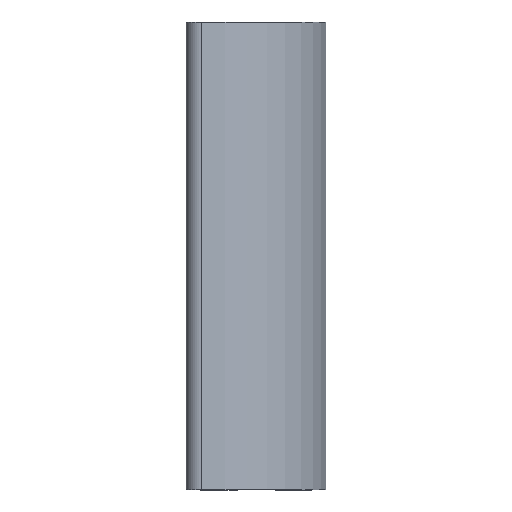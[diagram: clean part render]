
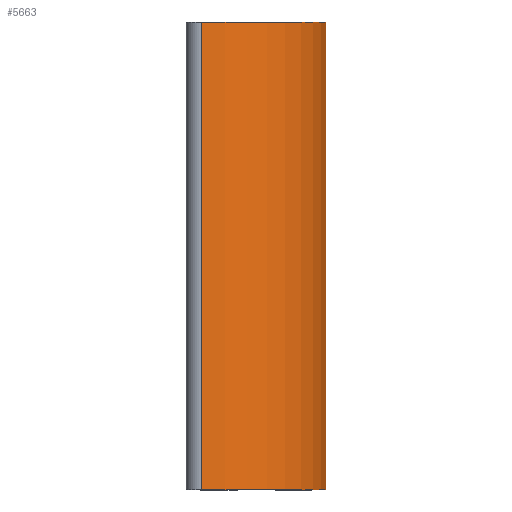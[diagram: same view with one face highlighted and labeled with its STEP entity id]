
A CAD part, top view. The second image highlights one B-rep face of the part: STEP entity #5663.
In plain terms, the highlighted cylindrical face has radius 30 mm (diameter 60 mm), a partial arc.
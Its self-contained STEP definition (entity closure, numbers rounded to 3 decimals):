
#32 = PLANE('',#33);
#33 = AXIS2_PLACEMENT_3D('',#34,#35,#36);
#34 = CARTESIAN_POINT('',(-15.,-50.,-15.));
#35 = DIRECTION('',(0.,-1.,0.));
#36 = DIRECTION('',(0.,0.,-1.));
#2292 = VERTEX_POINT('',#2293);
#2293 = CARTESIAN_POINT('',(14.814,-50.,-11.667));
#2308 = CYLINDRICAL_SURFACE('',#2309,3.);
#2309 = AXIS2_PLACEMENT_3D('',#2310,#2311,#2312);
#2310 = CARTESIAN_POINT('',(11.833,150.,-12.));
#2311 = DIRECTION('',(-0.,1.,-0.));
#2312 = DIRECTION('',(0.,0.,-1.));
#2320 = EDGE_CURVE('',#2292,#2321,#2323,.T.);
#2321 = VERTEX_POINT('',#2322);
#2322 = CARTESIAN_POINT('',(-11.667,-50.,14.814));
#2323 = SURFACE_CURVE('',#2324,(#2329,#2336),.PCURVE_S1.);
#2324 = CIRCLE('',#2325,30.);
#2325 = AXIS2_PLACEMENT_3D('',#2326,#2327,#2328);
#2326 = CARTESIAN_POINT('',(-15.,-50.,-15.));
#2327 = DIRECTION('',(0.,-1.,0.));
#2328 = DIRECTION('',(0.,0.,-1.));
#2329 = PCURVE('',#32,#2330);
#2330 = DEFINITIONAL_REPRESENTATION('',(#2331),#2335);
#2331 = CIRCLE('',#2332,30.);
#2332 = AXIS2_PLACEMENT_2D('',#2333,#2334);
#2333 = CARTESIAN_POINT('',(0.,0.));
#2334 = DIRECTION('',(1.,0.));
#2335 = ( GEOMETRIC_REPRESENTATION_CONTEXT(2) 
PARAMETRIC_REPRESENTATION_CONTEXT() REPRESENTATION_CONTEXT('2D SPACE',''
  ) );
#2336 = PCURVE('',#2337,#2342);
#2337 = CYLINDRICAL_SURFACE('',#2338,30.);
#2338 = AXIS2_PLACEMENT_3D('',#2339,#2340,#2341);
#2339 = CARTESIAN_POINT('',(-15.,150.,-15.));
#2340 = DIRECTION('',(-0.,1.,-0.));
#2341 = DIRECTION('',(0.,0.,-1.));
#2342 = DEFINITIONAL_REPRESENTATION('',(#2343),#2347);
#2343 = LINE('',#2344,#2345);
#2344 = CARTESIAN_POINT('',(6.283,-200.));
#2345 = VECTOR('',#2346,1.);
#2346 = DIRECTION('',(-1.,0.));
#2347 = ( GEOMETRIC_REPRESENTATION_CONTEXT(2) 
PARAMETRIC_REPRESENTATION_CONTEXT() REPRESENTATION_CONTEXT('2D SPACE',''
  ) );
#2366 = CYLINDRICAL_SURFACE('',#2367,3.);
#2367 = AXIS2_PLACEMENT_3D('',#2368,#2369,#2370);
#2368 = CARTESIAN_POINT('',(-12.,150.,11.833));
#2369 = DIRECTION('',(-0.,1.,-0.));
#2370 = DIRECTION('',(0.,0.,-1.));
#3046 = PLANE('',#3047);
#3047 = AXIS2_PLACEMENT_3D('',#3048,#3049,#3050);
#3048 = CARTESIAN_POINT('',(-15.,50.,-15.));
#3049 = DIRECTION('',(0.,-1.,0.));
#3050 = DIRECTION('',(0.,0.,-1.));
#3083 = EDGE_CURVE('',#3084,#2321,#3086,.T.);
#3084 = VERTEX_POINT('',#3085);
#3085 = CARTESIAN_POINT('',(-11.667,50.,14.814));
#3086 = SURFACE_CURVE('',#3087,(#3091,#3098),.PCURVE_S1.);
#3087 = LINE('',#3088,#3089);
#3088 = CARTESIAN_POINT('',(-11.667,150.,14.814));
#3089 = VECTOR('',#3090,1.);
#3090 = DIRECTION('',(0.,-1.,0.));
#3091 = PCURVE('',#2366,#3092);
#3092 = DEFINITIONAL_REPRESENTATION('',(#3093),#3097);
#3093 = LINE('',#3094,#3095);
#3094 = CARTESIAN_POINT('',(3.253,0.));
#3095 = VECTOR('',#3096,1.);
#3096 = DIRECTION('',(0.,-1.));
#3097 = ( GEOMETRIC_REPRESENTATION_CONTEXT(2) 
PARAMETRIC_REPRESENTATION_CONTEXT() REPRESENTATION_CONTEXT('2D SPACE',''
  ) );
#3098 = PCURVE('',#2337,#3099);
#3099 = DEFINITIONAL_REPRESENTATION('',(#3100),#3104);
#3100 = LINE('',#3101,#3102);
#3101 = CARTESIAN_POINT('',(3.253,0.));
#3102 = VECTOR('',#3103,1.);
#3103 = DIRECTION('',(0.,-1.));
#3104 = ( GEOMETRIC_REPRESENTATION_CONTEXT(2) 
PARAMETRIC_REPRESENTATION_CONTEXT() REPRESENTATION_CONTEXT('2D SPACE',''
  ) );
#4765 = EDGE_CURVE('',#3084,#4766,#4768,.T.);
#4766 = VERTEX_POINT('',#4767);
#4767 = CARTESIAN_POINT('',(14.814,50.,-11.667));
#4768 = SURFACE_CURVE('',#4769,(#4774,#4785),.PCURVE_S1.);
#4769 = CIRCLE('',#4770,30.);
#4770 = AXIS2_PLACEMENT_3D('',#4771,#4772,#4773);
#4771 = CARTESIAN_POINT('',(-15.,50.,-15.));
#4772 = DIRECTION('',(0.,1.,0.));
#4773 = DIRECTION('',(0.,-0.,1.));
#4774 = PCURVE('',#3046,#4775);
#4775 = DEFINITIONAL_REPRESENTATION('',(#4776),#4784);
#4776 = ( BOUNDED_CURVE() B_SPLINE_CURVE(2,(#4777,#4778,#4779,#4780,
#4781,#4782,#4783),.UNSPECIFIED.,.T.,.F.) B_SPLINE_CURVE_WITH_KNOTS((1,2
    ,2,2,2,1),(-2.094,0.,2.094,4.189,
6.283,8.378),.UNSPECIFIED.) CURVE() 
GEOMETRIC_REPRESENTATION_ITEM() RATIONAL_B_SPLINE_CURVE((1.,0.5,1.,0.5,
1.,0.5,1.)) REPRESENTATION_ITEM('') );
#4777 = CARTESIAN_POINT('',(-30.,0.));
#4778 = CARTESIAN_POINT('',(-30.,51.962));
#4779 = CARTESIAN_POINT('',(15.,25.981));
#4780 = CARTESIAN_POINT('',(60.,0.));
#4781 = CARTESIAN_POINT('',(15.,-25.981));
#4782 = CARTESIAN_POINT('',(-30.,-51.962));
#4783 = CARTESIAN_POINT('',(-30.,0.));
#4784 = ( GEOMETRIC_REPRESENTATION_CONTEXT(2) 
PARAMETRIC_REPRESENTATION_CONTEXT() REPRESENTATION_CONTEXT('2D SPACE',''
  ) );
#4785 = PCURVE('',#2337,#4786);
#4786 = DEFINITIONAL_REPRESENTATION('',(#4787),#4791);
#4787 = LINE('',#4788,#4789);
#4788 = CARTESIAN_POINT('',(3.142,-100.));
#4789 = VECTOR('',#4790,1.);
#4790 = DIRECTION('',(1.,0.));
#4791 = ( GEOMETRIC_REPRESENTATION_CONTEXT(2) 
PARAMETRIC_REPRESENTATION_CONTEXT() REPRESENTATION_CONTEXT('2D SPACE',''
  ) );
#5663 = ADVANCED_FACE('',(#5664),#2337,.T.);
#5664 = FACE_BOUND('',#5665,.T.);
#5665 = EDGE_LOOP('',(#5666,#5667,#5688,#5689));
#5666 = ORIENTED_EDGE('',*,*,#2320,.F.);
#5667 = ORIENTED_EDGE('',*,*,#5668,.F.);
#5668 = EDGE_CURVE('',#4766,#2292,#5669,.T.);
#5669 = SURFACE_CURVE('',#5670,(#5674,#5681),.PCURVE_S1.);
#5670 = LINE('',#5671,#5672);
#5671 = CARTESIAN_POINT('',(14.814,150.,-11.667));
#5672 = VECTOR('',#5673,1.);
#5673 = DIRECTION('',(0.,-1.,0.));
#5674 = PCURVE('',#2337,#5675);
#5675 = DEFINITIONAL_REPRESENTATION('',(#5676),#5680);
#5676 = LINE('',#5677,#5678);
#5677 = CARTESIAN_POINT('',(4.601,0.));
#5678 = VECTOR('',#5679,1.);
#5679 = DIRECTION('',(0.,-1.));
#5680 = ( GEOMETRIC_REPRESENTATION_CONTEXT(2) 
PARAMETRIC_REPRESENTATION_CONTEXT() REPRESENTATION_CONTEXT('2D SPACE',''
  ) );
#5681 = PCURVE('',#2308,#5682);
#5682 = DEFINITIONAL_REPRESENTATION('',(#5683),#5687);
#5683 = LINE('',#5684,#5685);
#5684 = CARTESIAN_POINT('',(4.601,0.));
#5685 = VECTOR('',#5686,1.);
#5686 = DIRECTION('',(0.,-1.));
#5687 = ( GEOMETRIC_REPRESENTATION_CONTEXT(2) 
PARAMETRIC_REPRESENTATION_CONTEXT() REPRESENTATION_CONTEXT('2D SPACE',''
  ) );
#5688 = ORIENTED_EDGE('',*,*,#4765,.F.);
#5689 = ORIENTED_EDGE('',*,*,#3083,.T.);
